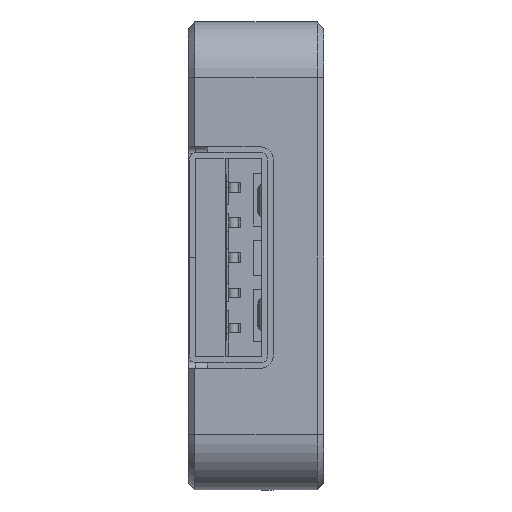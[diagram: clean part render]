
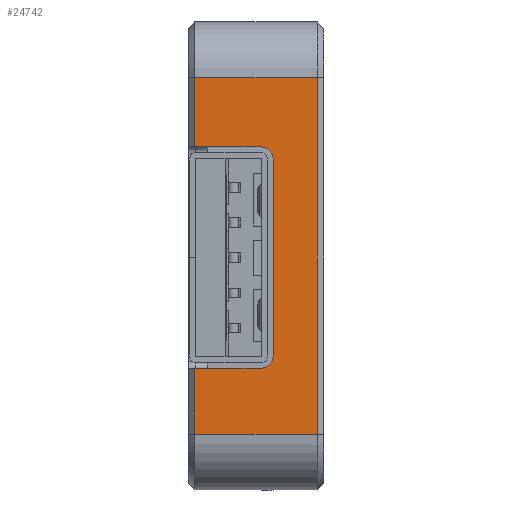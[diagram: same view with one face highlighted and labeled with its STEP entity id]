
A CAD part, left-side view. The second image highlights one B-rep face of the part: STEP entity #24742.
In plain terms, the highlighted planar face has unit normal (-1, 0, 0).
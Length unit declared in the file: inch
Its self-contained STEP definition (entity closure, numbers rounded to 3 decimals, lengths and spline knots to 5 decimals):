
#1003=PLANE('',#26563);
#2152=FACE_OUTER_BOUND('',#3359,.T.);
#3359=EDGE_LOOP('',(#21957,#21958,#21959,#21960,#21961,#21962,#21963,#21964,
#21965,#21966));
#5817=LINE('',#39044,#8605);
#5821=LINE('',#39051,#8609);
#6106=LINE('',#40011,#8894);
#6122=LINE('',#40056,#8910);
#6123=LINE('',#40061,#8911);
#6132=LINE('',#40087,#8920);
#6133=LINE('',#40090,#8921);
#6134=LINE('',#40092,#8922);
#8605=VECTOR('',#31742,0.3937);
#8609=VECTOR('',#31748,0.3937);
#8894=VECTOR('',#32781,0.3937);
#8910=VECTOR('',#32829,0.3937);
#8911=VECTOR('',#32836,0.3937);
#8920=VECTOR('',#32863,0.3937);
#8921=VECTOR('',#32868,0.3937);
#8922=VECTOR('',#32869,0.3937);
#9379=CIRCLE('',#26162,0.03);
#9566=CIRCLE('',#26564,0.03);
#11430=VERTEX_POINT('',#39041);
#11431=VERTEX_POINT('',#39043);
#11432=VERTEX_POINT('',#39048);
#11433=VERTEX_POINT('',#39050);
#11436=VERTEX_POINT('',#39059);
#11734=VERTEX_POINT('',#40010);
#11746=VERTEX_POINT('',#40049);
#11748=VERTEX_POINT('',#40059);
#11756=VERTEX_POINT('',#40086);
#11757=VERTEX_POINT('',#40091);
#14674=EDGE_CURVE('',#11431,#11430,#5817,.T.);
#14678=EDGE_CURVE('',#11433,#11432,#5821,.T.);
#14683=EDGE_CURVE('',#11432,#11436,#9379,.T.);
#15156=EDGE_CURVE('',#11433,#11734,#6106,.T.);
#15180=EDGE_CURVE('',#11746,#11430,#6122,.T.);
#15182=EDGE_CURVE('',#11748,#11746,#6123,.T.);
#15195=EDGE_CURVE('',#11756,#11734,#6132,.T.);
#15197=EDGE_CURVE('',#11756,#11748,#6133,.T.);
#15198=EDGE_CURVE('',#11436,#11757,#6134,.T.);
#15199=EDGE_CURVE('',#11757,#11431,#9566,.T.);
#21957=ORIENTED_EDGE('',*,*,#15180,.F.);
#21958=ORIENTED_EDGE('',*,*,#15182,.F.);
#21959=ORIENTED_EDGE('',*,*,#15197,.F.);
#21960=ORIENTED_EDGE('',*,*,#15195,.T.);
#21961=ORIENTED_EDGE('',*,*,#15156,.F.);
#21962=ORIENTED_EDGE('',*,*,#14678,.T.);
#21963=ORIENTED_EDGE('',*,*,#14683,.T.);
#21964=ORIENTED_EDGE('',*,*,#15198,.T.);
#21965=ORIENTED_EDGE('',*,*,#15199,.T.);
#21966=ORIENTED_EDGE('',*,*,#14674,.T.);
#24742=ADVANCED_FACE('',(#2152),#1003,.T.);
#26162=AXIS2_PLACEMENT_3D('',#39061,#31757,#31758);
#26563=AXIS2_PLACEMENT_3D('',#40089,#32866,#32867);
#26564=AXIS2_PLACEMENT_3D('',#40093,#32870,#32871);
#31742=DIRECTION('',(0.,1.,0.));
#31748=DIRECTION('',(0.,-1.,0.));
#31757=DIRECTION('center_axis',(1.,0.,0.));
#31758=DIRECTION('ref_axis',(0.,-1.,0.));
#32781=DIRECTION('',(0.,0.,1.));
#32829=DIRECTION('',(0.,0.,1.));
#32836=DIRECTION('',(0.,1.,0.));
#32863=DIRECTION('',(0.,1.,0.));
#32866=DIRECTION('center_axis',(-1.,0.,0.));
#32867=DIRECTION('ref_axis',(0.,0.,1.));
#32868=DIRECTION('',(0.,0.,-1.));
#32869=DIRECTION('',(0.,0.,-1.));
#32870=DIRECTION('center_axis',(1.,0.,0.));
#32871=DIRECTION('ref_axis',(0.,0.,-1.));
#39041=CARTESIAN_POINT('',(-0.945,0.29,-0.25209));
#39043=CARTESIAN_POINT('',(-0.945,0.14331,-0.25209));
#39044=CARTESIAN_POINT('',(-0.945,0.07165,-0.25209));
#39048=CARTESIAN_POINT('',(-0.945,0.14331,0.24492));
#39050=CARTESIAN_POINT('',(-0.945,0.29,0.24492));
#39051=CARTESIAN_POINT('',(-0.945,0.1525,0.24492));
#39059=CARTESIAN_POINT('',(-0.945,0.11331,0.21492));
#39061=CARTESIAN_POINT('Origin',(-0.945,0.14331,0.21492));
#40010=CARTESIAN_POINT('',(-0.945,0.29,0.4));
#40011=CARTESIAN_POINT('',(-0.945,0.29,-0.2));
#40049=CARTESIAN_POINT('',(-0.945,0.29,-0.4));
#40056=CARTESIAN_POINT('',(-0.945,0.29,-0.2));
#40059=CARTESIAN_POINT('',(-0.945,0.015,-0.4));
#40061=CARTESIAN_POINT('',(-0.945,0.,-0.4));
#40086=CARTESIAN_POINT('',(-0.945,0.015,0.4));
#40087=CARTESIAN_POINT('',(-0.945,0.,0.4));
#40089=CARTESIAN_POINT('Origin',(-0.945,0.,-0.4));
#40090=CARTESIAN_POINT('',(-0.945,0.015,-0.2));
#40091=CARTESIAN_POINT('',(-0.945,0.11331,-0.22209));
#40092=CARTESIAN_POINT('',(-0.945,0.11331,-0.09254));
#40093=CARTESIAN_POINT('Origin',(-0.945,0.14331,-0.22209));
